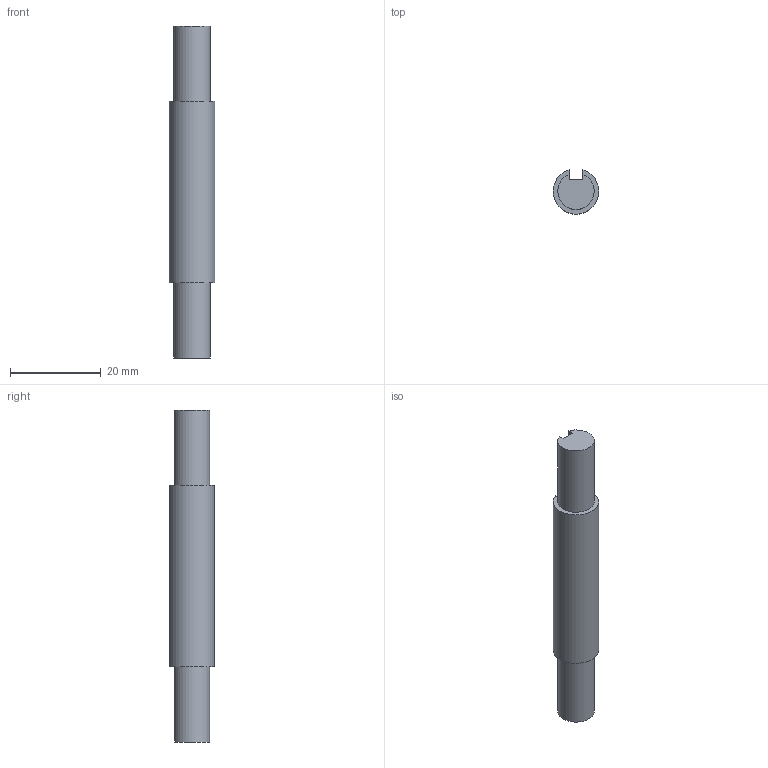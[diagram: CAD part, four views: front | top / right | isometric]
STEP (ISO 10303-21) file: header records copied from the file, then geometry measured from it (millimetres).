
FILE_DESCRIPTION(/* description */ (''),/* implementation_level */ '2;1');
FILE_NAME(/* name */ 'HornGearShaft.stp',/* time_stamp */ '2021-06-29T10:05:20-04:00',/* author */ ('elmar'),/* organization */ (''),/* preprocessor_version */ 'ST-DEVELOPER v18.1',/* originating_system */ 'Autodesk Inventor 2022',/* authorisation */ '');
FILE_SCHEMA (('AUTOMOTIVE_DESIGN { 1 0 10303 214 3 1 1 }'));
Length unit declared in the file: millimetre
Products named in the file (1): HornGearShaft
Bounding box: 9.98 x 9.75 x 73 mm (x, y, z)
Volume: 4370.5 mm3; surface area: 2485.5 mm2
Topology: 1 solids, 1 shells, 10 faces, 24 edges, 16 vertices
Faces by surface type: plane 7, cylinder 3
Entity records: 335 total; most frequent: DIRECTION 52, CARTESIAN_POINT 51, ORIENTED_EDGE 48, EDGE_CURVE 24, LINE 18, VECTOR 18, AXIS2_PLACEMENT_3D 17, VERTEX_POINT 16
